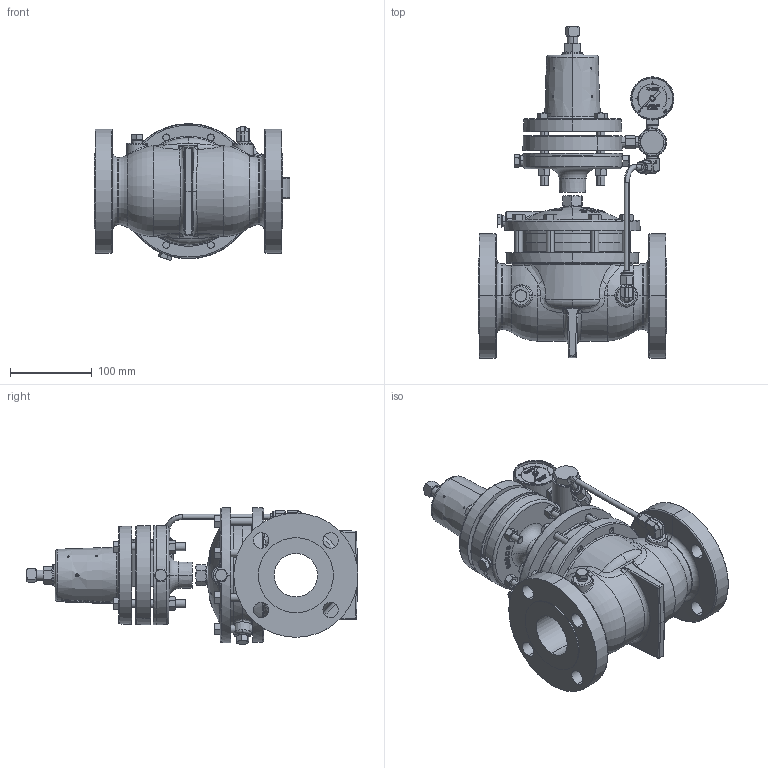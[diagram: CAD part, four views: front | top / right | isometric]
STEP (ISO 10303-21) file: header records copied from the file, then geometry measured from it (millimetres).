
FILE_DESCRIPTION (( 'STEP AP203' ), '1' );
FILE_NAME ('2 INCH 227 FGT BP-S (AGB).STEP', '2014-01-23T16:08:07', ( 'PCTech' ), ( 'Microsoft' ), 'SwSTEP 2.0', 'SolidWorks 2013', '' );
FILE_SCHEMA (( 'CONFIG_CONTROL_DESIGN' ));
Products named in the file (1): 2 INCH 227 FGT BP-S (AGB)
Bounding box: 240.33 x 407.32 x 167.91 mm (x, y, z)
Surface area: 407599.6 mm2 (no closed solid volume)
Topology: 0 solids, 85 shells, 1265 faces, 4585 edges, 3295 vertices
Faces by surface type: plane 479, cone 246, cylinder 215, bspline 212, torus 80, sphere 33
Entity records: 71997 total; most frequent: CARTESIAN_POINT 36511, ORIENTED_EDGE 7029, DIRECTION 6467, EDGE_CURVE 4579, VERTEX_POINT 3293, AXIS2_PLACEMENT_3D 2431, VECTOR 1605, LINE 1605
